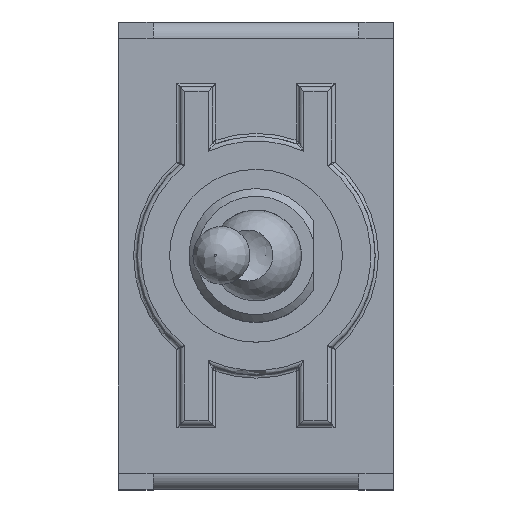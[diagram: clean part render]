
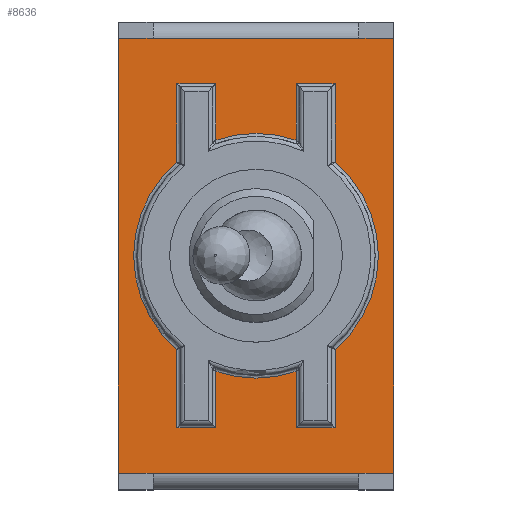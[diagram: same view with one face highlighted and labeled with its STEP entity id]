
A CAD part, top view. The second image highlights one B-rep face of the part: STEP entity #8636.
In plain terms, the highlighted planar face has unit normal (0, 0, 1).
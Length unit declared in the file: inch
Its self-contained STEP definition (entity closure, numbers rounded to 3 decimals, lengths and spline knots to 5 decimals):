
#170=FACE_BOUND('',#1115,.T.);
#206=PLANE('',#9242);
#578=FACE_OUTER_BOUND('',#1114,.T.);
#1114=EDGE_LOOP('',(#6134,#6135,#6136,#6137,#6138,#6139,#6140,#6141));
#1115=EDGE_LOOP('',(#6142,#6143,#6144,#6145,#6146,#6147,#6148,#6149,#6150,
#6151,#6152,#6153,#6154,#6155,#6156,#6157));
#1654=LINE('',#12906,#2606);
#1663=LINE('',#13093,#2615);
#1672=LINE('',#13360,#2624);
#1682=LINE('',#13629,#2634);
#1684=LINE('',#13636,#2636);
#1686=LINE('',#13639,#2638);
#1688=LINE('',#13645,#2640);
#1690=LINE('',#13650,#2642);
#1691=LINE('',#13652,#2643);
#1693=LINE('',#13658,#2645);
#1695=LINE('',#13661,#2647);
#1697=LINE('',#13664,#2649);
#1705=LINE('',#13680,#2657);
#1706=LINE('',#13682,#2658);
#1707=LINE('',#13684,#2659);
#1708=LINE('',#13686,#2660);
#1709=LINE('',#13687,#2661);
#1710=LINE('',#13689,#2662);
#1711=LINE('',#13691,#2663);
#1712=LINE('',#13692,#2664);
#2606=VECTOR('',#10095,0.3937);
#2615=VECTOR('',#10140,0.3937);
#2624=VECTOR('',#10185,0.3937);
#2634=VECTOR('',#10231,0.3937);
#2636=VECTOR('',#10239,0.3937);
#2638=VECTOR('',#10243,0.3937);
#2640=VECTOR('',#10249,0.3937);
#2642=VECTOR('',#10255,0.3937);
#2643=VECTOR('',#10258,0.3937);
#2645=VECTOR('',#10264,0.3937);
#2647=VECTOR('',#10268,0.3937);
#2649=VECTOR('',#10272,0.3937);
#2657=VECTOR('',#10290,0.3937);
#2658=VECTOR('',#10291,0.3937);
#2659=VECTOR('',#10292,0.3937);
#2660=VECTOR('',#10293,0.3937);
#2661=VECTOR('',#10294,0.3937);
#2662=VECTOR('',#10295,0.3937);
#2663=VECTOR('',#10296,0.3937);
#2664=VECTOR('',#10297,0.3937);
#3546=CIRCLE('',#9163,0.22244);
#3554=CIRCLE('',#9181,0.22244);
#3562=CIRCLE('',#9199,0.22244);
#3572=CIRCLE('',#9223,0.22244);
#3784=VERTEX_POINT('',#12693);
#3792=VERTEX_POINT('',#12711);
#3795=VERTEX_POINT('',#12718);
#3797=VERTEX_POINT('',#12746);
#3805=VERTEX_POINT('',#12820);
#3811=VERTEX_POINT('',#12905);
#3813=VERTEX_POINT('',#12933);
#3821=VERTEX_POINT('',#13007);
#3827=VERTEX_POINT('',#13092);
#3829=VERTEX_POINT('',#13144);
#3837=VERTEX_POINT('',#13236);
#3843=VERTEX_POINT('',#13359);
#3848=VERTEX_POINT('',#13419);
#3856=VERTEX_POINT('',#13557);
#3860=VERTEX_POINT('',#13628);
#3862=VERTEX_POINT('',#13634);
#3864=VERTEX_POINT('',#13643);
#3865=VERTEX_POINT('',#13648);
#3867=VERTEX_POINT('',#13656);
#3871=VERTEX_POINT('',#13681);
#3872=VERTEX_POINT('',#13683);
#3873=VERTEX_POINT('',#13685);
#3874=VERTEX_POINT('',#13688);
#3875=VERTEX_POINT('',#13690);
#4600=EDGE_CURVE('',#3797,#3805,#3546,.T.);
#4612=EDGE_CURVE('',#3805,#3811,#1654,.T.);
#4627=EDGE_CURVE('',#3813,#3821,#3554,.T.);
#4639=EDGE_CURVE('',#3821,#3827,#1663,.T.);
#4654=EDGE_CURVE('',#3829,#3837,#3562,.T.);
#4666=EDGE_CURVE('',#3837,#3843,#1672,.T.);
#4692=EDGE_CURVE('',#3856,#3848,#3572,.T.);
#4694=EDGE_CURVE('',#3843,#3860,#1682,.T.);
#4698=EDGE_CURVE('',#3862,#3829,#1684,.T.);
#4700=EDGE_CURVE('',#3827,#3862,#1686,.T.);
#4703=EDGE_CURVE('',#3864,#3813,#1688,.T.);
#4706=EDGE_CURVE('',#3865,#3864,#1690,.T.);
#4707=EDGE_CURVE('',#3848,#3865,#1691,.T.);
#4710=EDGE_CURVE('',#3867,#3856,#1693,.T.);
#4712=EDGE_CURVE('',#3811,#3867,#1695,.T.);
#4714=EDGE_CURVE('',#3860,#3797,#1697,.T.);
#4722=EDGE_CURVE('',#3792,#3795,#1705,.T.);
#4723=EDGE_CURVE('',#3792,#3871,#1706,.T.);
#4724=EDGE_CURVE('',#3871,#3872,#1707,.T.);
#4725=EDGE_CURVE('',#3873,#3872,#1708,.T.);
#4726=EDGE_CURVE('',#3873,#3784,#1709,.T.);
#4727=EDGE_CURVE('',#3784,#3874,#1710,.T.);
#4728=EDGE_CURVE('',#3874,#3875,#1711,.T.);
#4729=EDGE_CURVE('',#3795,#3875,#1712,.T.);
#6134=ORIENTED_EDGE('',*,*,#4722,.F.);
#6135=ORIENTED_EDGE('',*,*,#4723,.T.);
#6136=ORIENTED_EDGE('',*,*,#4724,.T.);
#6137=ORIENTED_EDGE('',*,*,#4725,.F.);
#6138=ORIENTED_EDGE('',*,*,#4726,.T.);
#6139=ORIENTED_EDGE('',*,*,#4727,.T.);
#6140=ORIENTED_EDGE('',*,*,#4728,.T.);
#6141=ORIENTED_EDGE('',*,*,#4729,.F.);
#6142=ORIENTED_EDGE('',*,*,#4694,.F.);
#6143=ORIENTED_EDGE('',*,*,#4666,.F.);
#6144=ORIENTED_EDGE('',*,*,#4654,.F.);
#6145=ORIENTED_EDGE('',*,*,#4698,.F.);
#6146=ORIENTED_EDGE('',*,*,#4700,.F.);
#6147=ORIENTED_EDGE('',*,*,#4639,.F.);
#6148=ORIENTED_EDGE('',*,*,#4627,.F.);
#6149=ORIENTED_EDGE('',*,*,#4703,.F.);
#6150=ORIENTED_EDGE('',*,*,#4706,.F.);
#6151=ORIENTED_EDGE('',*,*,#4707,.F.);
#6152=ORIENTED_EDGE('',*,*,#4692,.F.);
#6153=ORIENTED_EDGE('',*,*,#4710,.F.);
#6154=ORIENTED_EDGE('',*,*,#4712,.F.);
#6155=ORIENTED_EDGE('',*,*,#4612,.F.);
#6156=ORIENTED_EDGE('',*,*,#4600,.F.);
#6157=ORIENTED_EDGE('',*,*,#4714,.F.);
#8636=ADVANCED_FACE('',(#578,#170),#206,.T.);
#9163=AXIS2_PLACEMENT_3D('',#12821,#10074,#10075);
#9181=AXIS2_PLACEMENT_3D('',#13008,#10119,#10120);
#9199=AXIS2_PLACEMENT_3D('',#13237,#10164,#10165);
#9223=AXIS2_PLACEMENT_3D('',#13624,#10226,#10227);
#9242=AXIS2_PLACEMENT_3D('',#13679,#10288,#10289);
#10074=DIRECTION('center_axis',(0.,0.,1.));
#10075=DIRECTION('ref_axis',(-1.,0.,0.));
#10095=DIRECTION('',(0.,-1.,0.));
#10119=DIRECTION('center_axis',(0.,0.,1.));
#10120=DIRECTION('ref_axis',(1.,0.,0.));
#10140=DIRECTION('',(0.,1.,0.));
#10164=DIRECTION('center_axis',(0.,0.,1.));
#10165=DIRECTION('ref_axis',(0.,1.,0.));
#10185=DIRECTION('',(0.,1.,0.));
#10226=DIRECTION('center_axis',(0.,0.,1.));
#10227=DIRECTION('ref_axis',(0.,-1.,0.));
#10231=DIRECTION('',(-1.,0.,0.));
#10239=DIRECTION('',(0.,-1.,0.));
#10243=DIRECTION('',(-1.,0.,0.));
#10249=DIRECTION('',(0.,1.,0.));
#10255=DIRECTION('',(1.,0.,0.));
#10258=DIRECTION('',(0.,-1.,0.));
#10264=DIRECTION('',(0.,1.,0.));
#10268=DIRECTION('',(1.,0.,0.));
#10272=DIRECTION('',(0.,-1.,0.));
#10288=DIRECTION('center_axis',(0.,0.,1.));
#10289=DIRECTION('ref_axis',(1.,0.,0.));
#10290=DIRECTION('',(-1.,0.,0.));
#10291=DIRECTION('',(1.,0.,0.));
#10292=DIRECTION('',(0.,1.,0.));
#10293=DIRECTION('',(1.,0.,0.));
#10294=DIRECTION('',(-1.,0.,0.));
#10295=DIRECTION('',(-1.,0.,0.));
#10296=DIRECTION('',(0.,-1.,0.));
#10297=DIRECTION('',(-1.,0.,0.));
#12693=CARTESIAN_POINT('',(-0.18701,0.39508,0.41496));
#12711=CARTESIAN_POINT('',(0.18701,-0.39508,0.41496));
#12718=CARTESIAN_POINT('',(-0.18701,-0.39508,0.41496));
#12746=CARTESIAN_POINT('',(-0.1437,0.16979,0.41496));
#12820=CARTESIAN_POINT('',(-0.1437,-0.16979,0.41496));
#12821=CARTESIAN_POINT('Origin',(0.,0.,
0.41496));
#12905=CARTESIAN_POINT('',(-0.1437,-0.31299,0.41496));
#12906=CARTESIAN_POINT('',(-0.1437,0.044,0.41496));
#12933=CARTESIAN_POINT('',(0.1437,-0.16979,0.41496));
#13007=CARTESIAN_POINT('',(0.1437,0.16979,0.41496));
#13008=CARTESIAN_POINT('Origin',(0.,0.,
0.41496));
#13092=CARTESIAN_POINT('',(0.1437,0.31299,0.41496));
#13093=CARTESIAN_POINT('',(0.1437,0.35108,0.41496));
#13144=CARTESIAN_POINT('',(0.07283,0.21018,0.41496));
#13236=CARTESIAN_POINT('',(-0.07283,0.21018,0.41496));
#13237=CARTESIAN_POINT('Origin',(0.,0.,
0.41496));
#13359=CARTESIAN_POINT('',(-0.07283,0.31299,0.41496));
#13360=CARTESIAN_POINT('',(-0.07283,0.35108,0.41496));
#13419=CARTESIAN_POINT('',(0.07283,-0.21018,0.41496));
#13557=CARTESIAN_POINT('',(-0.07283,-0.21018,0.41496));
#13624=CARTESIAN_POINT('Origin',(0.,0.,
0.41496));
#13628=CARTESIAN_POINT('',(-0.1437,0.31299,0.41496));
#13629=CARTESIAN_POINT('',(-0.0689,0.31299,0.41496));
#13634=CARTESIAN_POINT('',(0.07283,0.31299,0.41496));
#13636=CARTESIAN_POINT('',(0.07283,0.2984,0.41496));
#13639=CARTESIAN_POINT('',(0.03937,0.31299,0.41496));
#13643=CARTESIAN_POINT('',(0.1437,-0.31299,0.41496));
#13645=CARTESIAN_POINT('',(0.1437,0.11402,0.41496));
#13648=CARTESIAN_POINT('',(0.07283,-0.31299,0.41496));
#13650=CARTESIAN_POINT('',(0.0689,-0.31299,0.41496));
#13652=CARTESIAN_POINT('',(0.07283,0.044,0.41496));
#13656=CARTESIAN_POINT('',(-0.07283,-0.31299,0.41496));
#13658=CARTESIAN_POINT('',(-0.07283,0.09668,0.41496));
#13661=CARTESIAN_POINT('',(-0.03937,-0.31299,0.41496));
#13664=CARTESIAN_POINT('',(-0.1437,0.28106,0.41496));
#13679=CARTESIAN_POINT('Origin',(0.,0.39508,
0.41496));
#13680=CARTESIAN_POINT('',(0.,-0.39508,0.41496));
#13681=CARTESIAN_POINT('',(0.25,-0.39508,0.41496));
#13682=CARTESIAN_POINT('',(0.18701,-0.39508,0.41496));
#13683=CARTESIAN_POINT('',(0.25,0.39508,0.41496));
#13684=CARTESIAN_POINT('',(0.25,0.39508,0.41496));
#13685=CARTESIAN_POINT('',(0.18701,0.39508,0.41496));
#13686=CARTESIAN_POINT('',(0.18701,0.39508,0.41496));
#13687=CARTESIAN_POINT('',(0.,0.39508,0.41496));
#13688=CARTESIAN_POINT('',(-0.25,0.39508,0.41496));
#13689=CARTESIAN_POINT('',(-0.18701,0.39508,0.41496));
#13690=CARTESIAN_POINT('',(-0.25,-0.39508,0.41496));
#13691=CARTESIAN_POINT('',(-0.25,-0.39508,0.41496));
#13692=CARTESIAN_POINT('',(-0.18701,-0.39508,0.41496));
